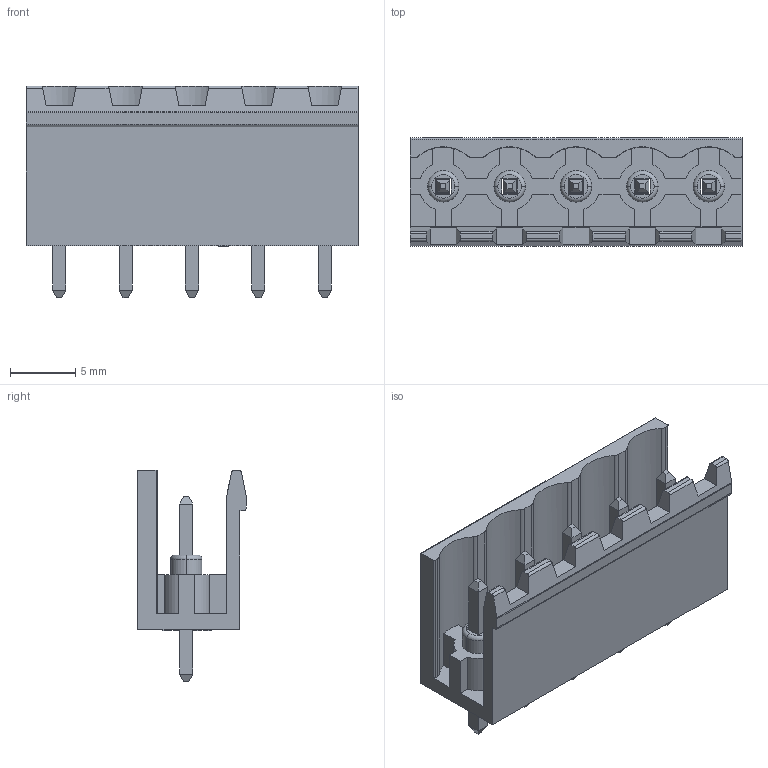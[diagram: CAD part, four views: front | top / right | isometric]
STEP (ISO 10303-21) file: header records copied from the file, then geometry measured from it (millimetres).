
FILE_DESCRIPTION (( 'STEP AP214' ), '1' );
FILE_NAME ('32.step', '2022-05-26T09:46:48', ( '' ), ( '' ), 'SwSTEP 2.0', 'SolidWorks 2020', '' );
FILE_SCHEMA (( 'AUTOMOTIVE_DESIGN' ));
Length unit declared in the file: millimetre
Products named in the file (1): 32
Bounding box: 25.4 x 8.3 x 16.2 mm (x, y, z)
Volume: 1020.8 mm3; surface area: 2368.9 mm2
Topology: 6 solids, 6 shells, 422 faces, 1134 edges, 736 vertices
Faces by surface type: plane 330, cylinder 72, torus 20
Entity records: 17793 total; most frequent: CARTESIAN_POINT 2373, ORIENTED_EDGE 2268, DIRECTION 2134, EDGE_CURVE 1134, LINE 940, VECTOR 940, VERTEX_POINT 736, AXIS2_PLACEMENT_3D 597
